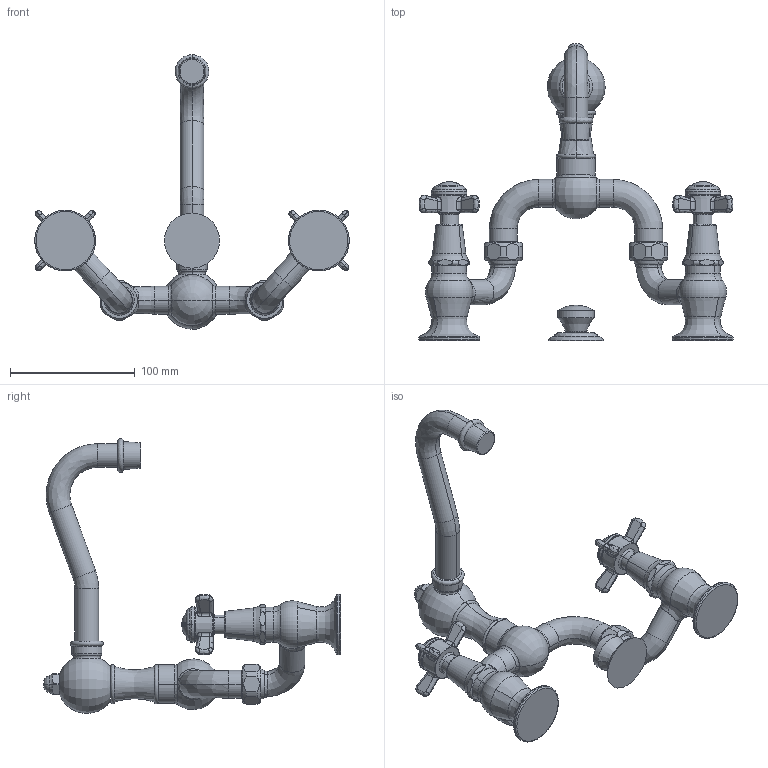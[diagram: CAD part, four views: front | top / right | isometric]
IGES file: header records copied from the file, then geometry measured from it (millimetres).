
Start section:  PTC IGES file: 1000b.igs
Global section: file name: 1000b.igs; native system: Creo Parametric by PTC Inc.; preprocessor: 2018400; author: rsmith; organization: Unknown; date: 20210219.133652; units: inch
Bounding box: 251.86 x 238 x 220.07 mm (x, y, z)
Surface area: 94541.1 mm2 (no closed solid volume)
Topology: 0 solids, 0 shells, 712 faces, 3488 edges, 3480 vertices
Faces by surface type: revolution 444, bspline 264, extrusion 4
